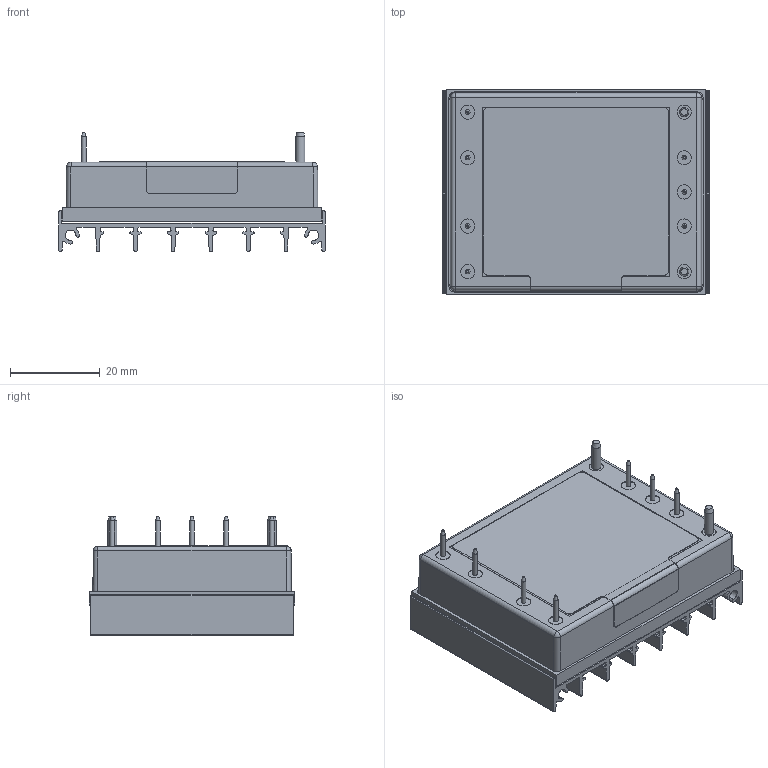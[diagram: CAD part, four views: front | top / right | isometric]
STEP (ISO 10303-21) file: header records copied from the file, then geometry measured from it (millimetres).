
FILE_DESCRIPTION (( 'STEP AP214' ), '1' );
FILE_NAME ('05997r4-VE-Jxx-xx-F3.STEP', '2010-08-25T15:17:13', ( 'Vicor Employee' ), ( 'Vicor Corporation' ), 'SwSTEP 2.0', 'SolidWorks 2010', '' );
FILE_SCHEMA (( 'AUTOMOTIVE_DESIGN' ));
Length unit declared in the file: inch
Products named in the file (1): 05997r4-VE-Jxx-xx-F3
Bounding box: 59.44 x 45.72 x 26.67 mm (x, y, z)
Surface area: 22361.8 mm2 (no closed solid volume)
Topology: 0 solids, 14 shells, 231 faces, 717 edges, 489 vertices
Faces by surface type: plane 116, cylinder 102, cone 9, sphere 4
Full cylindrical faces by diameter (mm): 1.016 x7, 2.032 x2, 3.175 x9
Entity records: 10869 total; most frequent: CARTESIAN_POINT 1459, DIRECTION 1403, ORIENTED_EDGE 1177, EDGE_CURVE 690, AXIS2_PLACEMENT_3D 497, VERTEX_POINT 489, VECTOR 409, LINE 409
